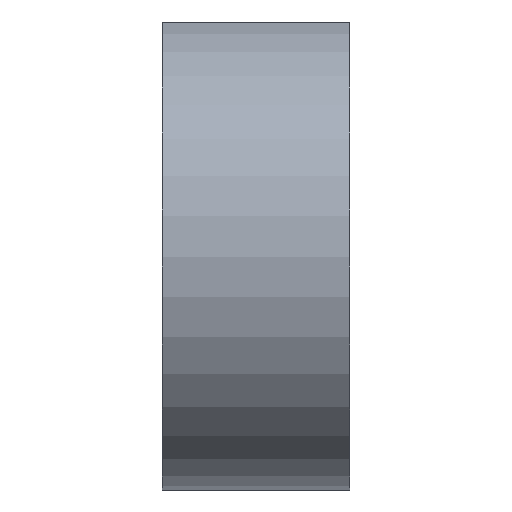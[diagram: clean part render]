
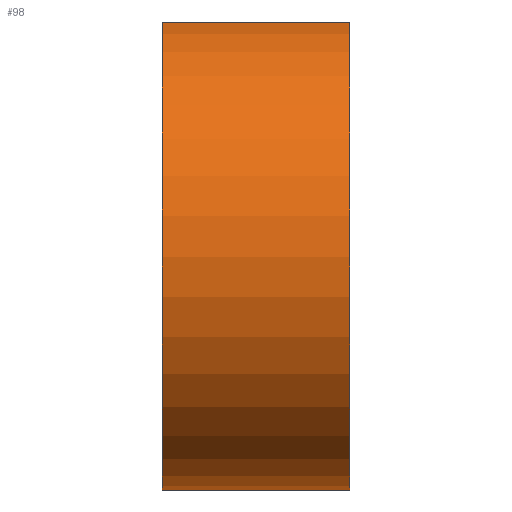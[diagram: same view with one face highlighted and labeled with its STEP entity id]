
A CAD part, left-side view. The second image highlights one B-rep face of the part: STEP entity #98.
In plain terms, the highlighted cylindrical face has radius 127.794 mm (diameter 255.587 mm), a partial arc.
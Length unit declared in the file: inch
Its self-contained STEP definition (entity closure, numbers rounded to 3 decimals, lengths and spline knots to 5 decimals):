
#15=CYLINDRICAL_SURFACE('',#114,5.03125);
#18=FACE_OUTER_BOUND('',#24,.T.);
#24=EDGE_LOOP('',(#73,#74,#75,#76));
#31=LINE('',#163,#39);
#32=LINE('',#166,#40);
#39=VECTOR('',#133,4.);
#40=VECTOR('',#136,4.);
#45=CIRCLE('',#112,5.03125);
#47=CIRCLE('',#115,5.03125);
#49=VERTEX_POINT('',#153);
#50=VERTEX_POINT('',#154);
#53=VERTEX_POINT('',#162);
#54=VERTEX_POINT('',#164);
#57=EDGE_CURVE('',#49,#50,#45,.T.);
#61=EDGE_CURVE('',#53,#50,#31,.T.);
#62=EDGE_CURVE('',#53,#54,#47,.T.);
#63=EDGE_CURVE('',#49,#54,#32,.T.);
#73=ORIENTED_EDGE('',*,*,#57,.T.);
#74=ORIENTED_EDGE('',*,*,#61,.F.);
#75=ORIENTED_EDGE('',*,*,#62,.T.);
#76=ORIENTED_EDGE('',*,*,#63,.F.);
#98=ADVANCED_FACE('',(#18),#15,.T.);
#112=AXIS2_PLACEMENT_3D('',#155,#125,#126);
#114=AXIS2_PLACEMENT_3D('',#161,#131,#132);
#115=AXIS2_PLACEMENT_3D('',#165,#134,#135);
#125=DIRECTION('center_axis',(0.,1.,0.));
#126=DIRECTION('ref_axis',(-1.,0.,0.));
#131=DIRECTION('center_axis',(0.,1.,0.));
#132=DIRECTION('ref_axis',(1.,0.,0.));
#133=DIRECTION('',(0.,-1.,0.));
#134=DIRECTION('center_axis',(0.,-1.,0.));
#135=DIRECTION('ref_axis',(-0.199,0.,0.98));
#136=DIRECTION('',(0.,1.,0.));
#153=CARTESIAN_POINT('',(1.,0.,4.93087));
#154=CARTESIAN_POINT('',(-1.,0.,4.93087));
#155=CARTESIAN_POINT('Origin',(0.,0.,0.));
#161=CARTESIAN_POINT('Origin',(0.,0.,0.));
#162=CARTESIAN_POINT('',(-1.,4.,4.93087));
#163=CARTESIAN_POINT('',(-1.,4.,4.93087));
#164=CARTESIAN_POINT('',(1.,4.,4.93087));
#165=CARTESIAN_POINT('Origin',(0.,4.,0.));
#166=CARTESIAN_POINT('',(1.,0.,4.93087));
